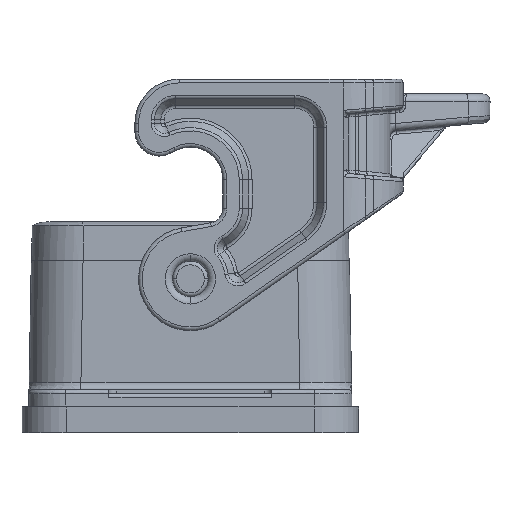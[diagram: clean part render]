
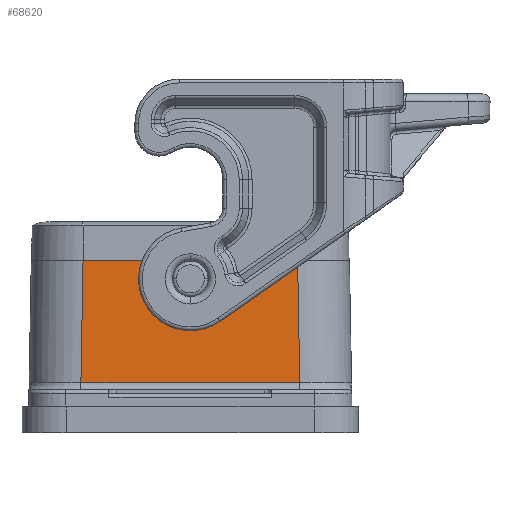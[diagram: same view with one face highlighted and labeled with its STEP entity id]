
A CAD part, left-side view. The second image highlights one B-rep face of the part: STEP entity #68620.
In plain terms, the highlighted face is planar.
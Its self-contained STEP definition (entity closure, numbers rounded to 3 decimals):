
#45410=CARTESIAN_POINT('',(-30.157,-103.645,
-4.983));
#45420=VERTEX_POINT('',#45410);
#46260=CARTESIAN_POINT('',(0.,-103.645,-4.983));
#46270=DIRECTION('',(1.,0.,0.));
#46280=VECTOR('',#46270,1.);
#46290=LINE('',#46260,#46280);
#46300=CARTESIAN_POINT('',(-59.736,-103.645,
-4.983));
#46310=VERTEX_POINT('',#46300);
#46320=EDGE_CURVE('',#46310,#45420,#46290,.T.);
#67910=CARTESIAN_POINT('',(-59.821,-103.729,
-0.122));
#67920=DIRECTION('',(0.017,0.017,
-1.));
#67930=VECTOR('',#67920,1.);
#67940=LINE('',#67910,#67930);
#67950=CARTESIAN_POINT('',(-59.448,-103.356,-21.5));
#67960=VERTEX_POINT('',#67950);
#67970=EDGE_CURVE('',#46310,#67960,#67940,.T.);
#68180=CARTESIAN_POINT('',(-19.121,-103.313,-24.));
#68190=DIRECTION('',(0.,-1.,-0.017));
#68200=DIRECTION('',(1.,0.,0.));
#68210=AXIS2_PLACEMENT_3D('',#68180,#68190,#68200);
#68220=PLANE('',#68210);
#68230=ORIENTED_EDGE('',*,*,#46320,.F.);
#68240=CARTESIAN_POINT('',(-30.073,-103.729,
-0.122));
#68250=DIRECTION('',(0.017,-0.017,
1.));
#68260=VECTOR('',#68250,1.);
#68270=LINE('',#68240,#68260);
#68280=CARTESIAN_POINT('',(-30.446,-103.356,-21.5));
#68290=VERTEX_POINT('',#68280);
#68300=EDGE_CURVE('',#68290,#45420,#68270,.T.);
#68310=ORIENTED_EDGE('',*,*,#68300,.T.);
#68320=CARTESIAN_POINT('',(0.,-103.356,-21.5));
#68330=DIRECTION('',(1.,0.,0.));
#68340=VECTOR('',#68330,1.);
#68350=LINE('',#68320,#68340);
#68360=CARTESIAN_POINT('',(-42.642,-103.356,-21.5));
#68370=VERTEX_POINT('',#68360);
#68380=EDGE_CURVE('',#68370,#68290,#68350,.T.);
#68390=ORIENTED_EDGE('',*,*,#68380,.T.);
#68400=CARTESIAN_POINT('',(-44.947,-103.4,-19.));
#68410=DIRECTION('',(0.,-1.,-0.017));
#68420=DIRECTION('',(0.,-0.017,
1.));
#68430=AXIS2_PLACEMENT_3D('',#68400,#68410,#68420);
#68440=ELLIPSE('',#68430,3.401,3.4);
#68450=CARTESIAN_POINT('',(-41.547,-103.4,-19.));
#68460=VERTEX_POINT('',#68450);
#68470=EDGE_CURVE('',#68370,#68460,#68440,.T.);
#68480=ORIENTED_EDGE('',*,*,#68470,.F.);
#68490=CARTESIAN_POINT('',(-48.347,-103.4,-19.));
#68500=VERTEX_POINT('',#68490);
#68510=EDGE_CURVE('',#68460,#68500,#68440,.T.);
#68520=ORIENTED_EDGE('',*,*,#68510,.F.);
#68530=CARTESIAN_POINT('',(-47.251,-103.356,-21.5));
#68540=VERTEX_POINT('',#68530);
#68550=EDGE_CURVE('',#68500,#68540,#68440,.T.);
#68560=ORIENTED_EDGE('',*,*,#68550,.F.);
#68570=EDGE_CURVE('',#67960,#68540,#68350,.T.);
#68580=ORIENTED_EDGE('',*,*,#68570,.T.);
#68590=ORIENTED_EDGE('',*,*,#67970,.T.);
#68600=EDGE_LOOP('',(#68590,#68580,#68560,#68520,#68480,#68390,#68310,
#68230));
#68610=FACE_OUTER_BOUND('',#68600,.T.);
#68620=ADVANCED_FACE('',(#68610),#68220,.T.);
